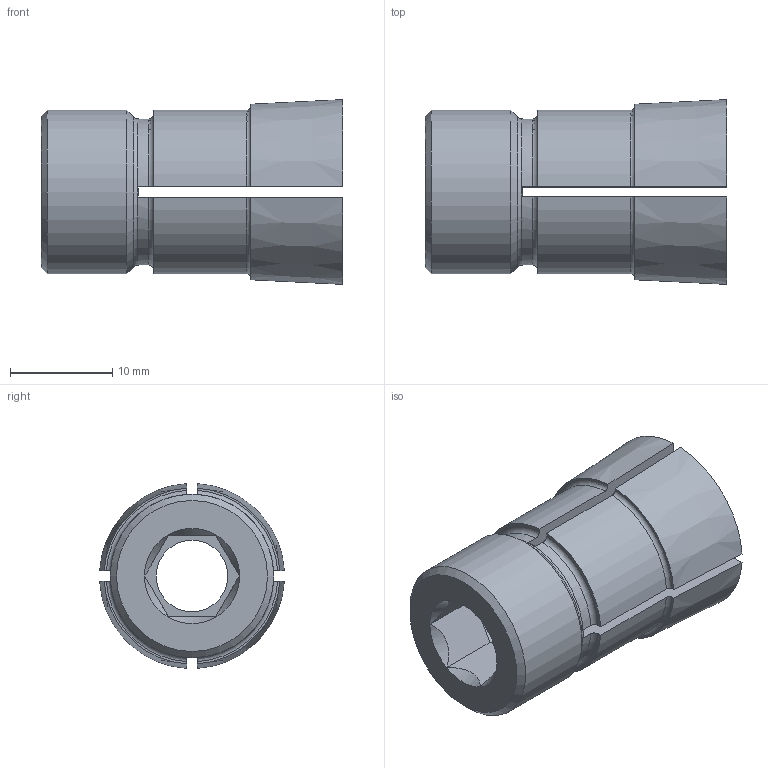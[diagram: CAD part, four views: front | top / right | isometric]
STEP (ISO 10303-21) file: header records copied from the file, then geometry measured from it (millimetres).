
FILE_DESCRIPTION(/* description */ ('STEP AP214'),/* implementation_level */ '2;1');
FILE_NAME(/* name */ '2789160_EAMH-60-11-C18_1',/* time_stamp */ '2024-08-26T22:18:45+02:00',/* author */ ('License CC BY-ND 4.0'),/* organization */ ('CADENAS'),/* preprocessor_version */ 'ST-DEVELOPER v19.3',/* originating_system */ 'PARTsolutions',/* authorisation */ ' ');
FILE_SCHEMA (('AUTOMOTIVE_DESIGN {1 0 10303 214 3 1 1}'));
Length unit declared in the file: millimetre
Products named in the file (1): 2789160 EAMH-60-11-C18.1
Bounding box: 29.5 x 18.07 x 18.07 mm (x, y, z)
Volume: 3525.8 mm3; surface area: 3221.5 mm2
Topology: 1 solids, 1 shells, 67 faces, 186 edges, 123 vertices
Faces by surface type: plane 38, cylinder 13, torus 9, cone 7
Full cylindrical faces by diameter (mm): 7 x1, 9.5 x1, 11.4 x1, 14.3 x1, 16 x1
Entity records: 2156 total; most frequent: CARTESIAN_POINT 468, ORIENTED_EDGE 346, DIRECTION 338, EDGE_CURVE 173, AXIS2_PLACEMENT_3D 127, VERTEX_POINT 119, LINE 84, VECTOR 84
